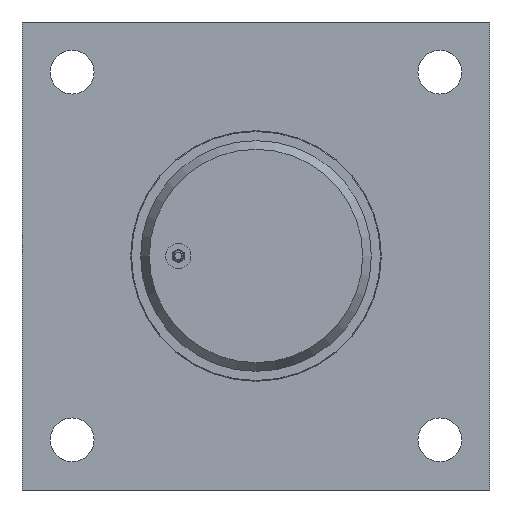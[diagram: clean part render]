
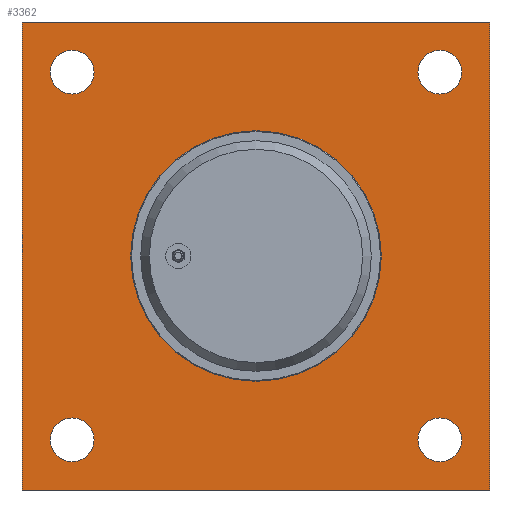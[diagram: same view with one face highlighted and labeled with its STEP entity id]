
A CAD part, left-side view. The second image highlights one B-rep face of the part: STEP entity #3362.
In plain terms, the highlighted planar face has unit normal (-1, 0, 0).
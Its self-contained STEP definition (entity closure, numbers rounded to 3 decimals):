
#120=FACE_BOUND('',#466,.T.);
#121=FACE_BOUND('',#467,.T.);
#122=FACE_BOUND('',#468,.T.);
#123=FACE_BOUND('',#469,.T.);
#124=FACE_BOUND('',#470,.T.);
#177=PLANE('',#3612);
#279=FACE_OUTER_BOUND('',#465,.T.);
#465=EDGE_LOOP('',(#2309,#2310,#2311,#2312));
#466=EDGE_LOOP('',(#2313));
#467=EDGE_LOOP('',(#2314));
#468=EDGE_LOOP('',(#2315));
#469=EDGE_LOOP('',(#2316));
#470=EDGE_LOOP('',(#2317));
#669=LINE('',#5266,#863);
#672=LINE('',#5271,#866);
#674=LINE('',#5275,#868);
#675=LINE('',#5277,#869);
#863=VECTOR('',#4149,10.);
#866=VECTOR('',#4154,10.);
#868=VECTOR('',#4158,10.);
#869=VECTOR('',#4161,10.);
#1075=CIRCLE('',#3589,75.);
#1085=CIRCLE('',#3601,13.106);
#1086=CIRCLE('',#3603,13.106);
#1087=CIRCLE('',#3605,13.106);
#1088=CIRCLE('',#3607,13.106);
#1341=VERTEX_POINT('',#5216);
#1355=VERTEX_POINT('',#5247);
#1356=VERTEX_POINT('',#5251);
#1357=VERTEX_POINT('',#5255);
#1358=VERTEX_POINT('',#5259);
#1359=VERTEX_POINT('',#5263);
#1360=VERTEX_POINT('',#5265);
#1361=VERTEX_POINT('',#5269);
#1362=VERTEX_POINT('',#5273);
#1709=EDGE_CURVE('',#1341,#1341,#1075,.T.);
#1724=EDGE_CURVE('',#1355,#1355,#1085,.T.);
#1726=EDGE_CURVE('',#1356,#1356,#1086,.T.);
#1728=EDGE_CURVE('',#1357,#1357,#1087,.T.);
#1730=EDGE_CURVE('',#1358,#1358,#1088,.T.);
#1732=EDGE_CURVE('',#1359,#1360,#669,.T.);
#1735=EDGE_CURVE('',#1361,#1359,#672,.T.);
#1737=EDGE_CURVE('',#1362,#1361,#674,.T.);
#1738=EDGE_CURVE('',#1360,#1362,#675,.T.);
#2309=ORIENTED_EDGE('',*,*,#1738,.F.);
#2310=ORIENTED_EDGE('',*,*,#1732,.F.);
#2311=ORIENTED_EDGE('',*,*,#1735,.F.);
#2312=ORIENTED_EDGE('',*,*,#1737,.F.);
#2313=ORIENTED_EDGE('',*,*,#1709,.T.);
#2314=ORIENTED_EDGE('',*,*,#1724,.T.);
#2315=ORIENTED_EDGE('',*,*,#1726,.T.);
#2316=ORIENTED_EDGE('',*,*,#1728,.T.);
#2317=ORIENTED_EDGE('',*,*,#1730,.T.);
#3362=ADVANCED_FACE('',(#279,#120,#121,#122,#123,#124),#177,.F.);
#3589=AXIS2_PLACEMENT_3D('',#5218,#4100,#4101);
#3601=AXIS2_PLACEMENT_3D('',#5249,#4129,#4130);
#3603=AXIS2_PLACEMENT_3D('',#5253,#4134,#4135);
#3605=AXIS2_PLACEMENT_3D('',#5257,#4139,#4140);
#3607=AXIS2_PLACEMENT_3D('',#5261,#4144,#4145);
#3612=AXIS2_PLACEMENT_3D('',#5278,#4162,#4163);
#4100=DIRECTION('center_axis',(1.,0.,0.));
#4101=DIRECTION('ref_axis',(0.,0.,1.));
#4129=DIRECTION('center_axis',(1.,0.,0.));
#4130=DIRECTION('ref_axis',(0.,0.,-1.));
#4134=DIRECTION('center_axis',(1.,0.,0.));
#4135=DIRECTION('ref_axis',(0.,0.,-1.));
#4139=DIRECTION('center_axis',(1.,0.,0.));
#4140=DIRECTION('ref_axis',(0.,0.,-1.));
#4144=DIRECTION('center_axis',(1.,0.,0.));
#4145=DIRECTION('ref_axis',(0.,0.,-1.));
#4149=DIRECTION('',(0.,-1.,0.));
#4154=DIRECTION('',(0.,0.,1.));
#4158=DIRECTION('',(0.,1.,0.));
#4161=DIRECTION('',(0.,0.,-1.));
#4162=DIRECTION('center_axis',(1.,0.,0.));
#4163=DIRECTION('ref_axis',(0.,0.,-1.));
#5216=CARTESIAN_POINT('',(-155.983,-50.623,-35.593));
#5218=CARTESIAN_POINT('Origin',(-155.983,-50.623,39.407));
#5247=CARTESIAN_POINT('',(-155.983,-160.623,162.513));
#5249=CARTESIAN_POINT('Origin',(-155.983,-160.623,149.407));
#5251=CARTESIAN_POINT('',(-155.983,-160.623,-57.487));
#5253=CARTESIAN_POINT('Origin',(-155.983,-160.623,-70.593));
#5255=CARTESIAN_POINT('',(-155.983,59.377,-57.487));
#5257=CARTESIAN_POINT('Origin',(-155.983,59.377,-70.593));
#5259=CARTESIAN_POINT('',(-155.983,59.377,162.513));
#5261=CARTESIAN_POINT('Origin',(-155.983,59.377,149.407));
#5263=CARTESIAN_POINT('',(-155.983,89.377,179.407));
#5265=CARTESIAN_POINT('',(-155.983,-190.623,179.407));
#5266=CARTESIAN_POINT('',(-155.983,89.377,179.407));
#5269=CARTESIAN_POINT('',(-155.983,89.377,-100.593));
#5271=CARTESIAN_POINT('',(-155.983,89.377,-100.593));
#5273=CARTESIAN_POINT('',(-155.983,-190.623,-100.593));
#5275=CARTESIAN_POINT('',(-155.983,-190.623,-100.593));
#5277=CARTESIAN_POINT('',(-155.983,-190.623,179.407));
#5278=CARTESIAN_POINT('Origin',(-155.983,-50.623,39.407));
